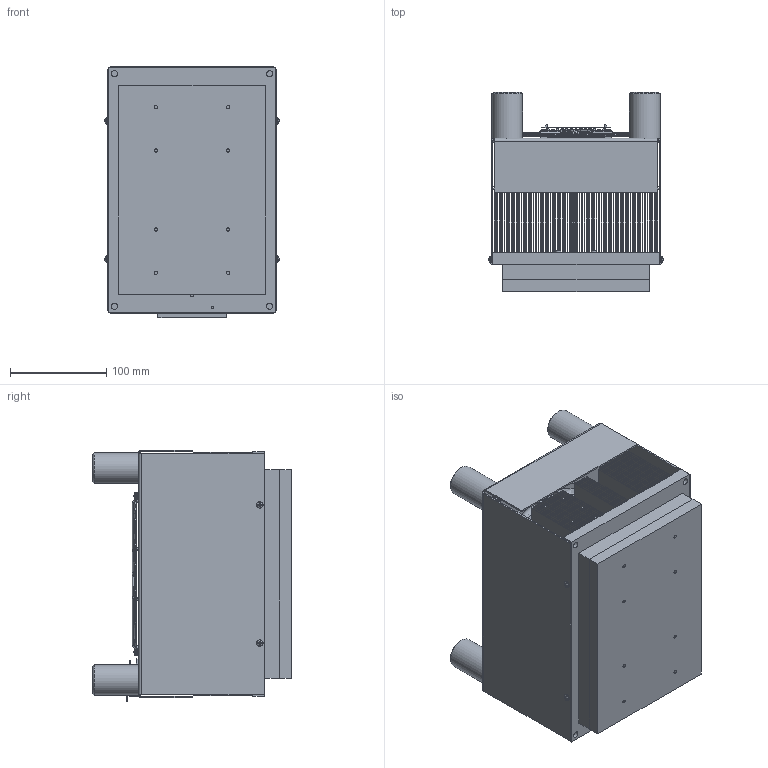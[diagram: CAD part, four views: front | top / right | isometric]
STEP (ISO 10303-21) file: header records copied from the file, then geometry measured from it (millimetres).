
FILE_DESCRIPTION(/* description */ ('Alibre Inc.'),/* implementation_level */ '2;1');
FILE_NAME(/* name */ 'export-2B7D601F-86A7-4D8D-BF2A-147F1237FC6E',/* time_stamp */ '2022-07-29T10:03:59-04:00',/* author */ (''),/* organization */ (''),/* preprocessor_version */ 'ST-DEVELOPER v17',/* originating_system */ 'Alibre',/* authorisation */ '');
FILE_SCHEMA (('AUTOMOTIVE_DESIGN'));
Length unit declared in the file: millimetre
Products named in the file (59): 3639 REV H; sc162_w5; INSULATION; 001_ASM_ASM
Bounding box: 180.8 x 206.48 x 261.35 mm (x, y, z)
Volume: 2913309.2 mm3; surface area: 2585820.6 mm2
Topology: 185 solids, 185 shells, 3644 faces, 8846 edges, 5823 vertices
Faces by surface type: plane 2299, cylinder 548, bspline 424, torus 212, cone 139, sphere 22
Full cylindrical faces by diameter (mm): 1.397 x2, 1.422 x10, 1.524 x12, 2.459 x4, 2.54 x2, 2.642 x29, 3.175 x1, 3.242 x9, 3.505 x34, 4.166 x16, 4.216 x8, 4.267 x8, 4.318 x8, 4.369 x8, 4.572 x2, 4.699 x4, 4.775 x8, 5.563 x4, 5.74 x12, 5.842 x8, 6.299 x8, 6.35 x10, 6.858 x22, 7.925 x4, 9.525 x12, 10.312 x8, 11.176 x1, 12.7 x16, 31.75 x4, 76.2 x1
Entity records: 73493 total; most frequent: CARTESIAN_POINT 21079, ORIENTED_EDGE 11310, DIRECTION 7849, EDGE_CURVE 5654, VERTEX_POINT 3817, VECTOR 3457, LINE 3457, AXIS2_PLACEMENT_3D 2882
